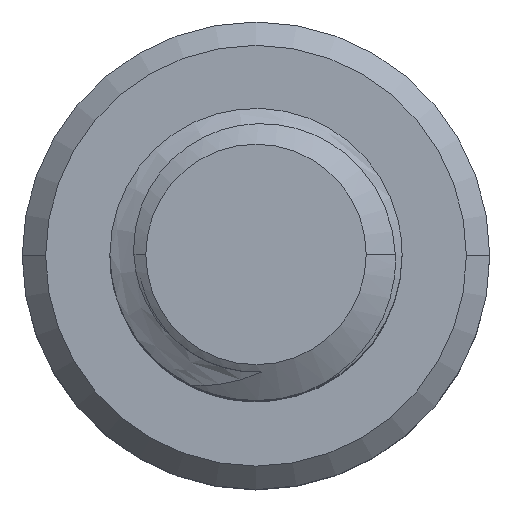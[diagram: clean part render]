
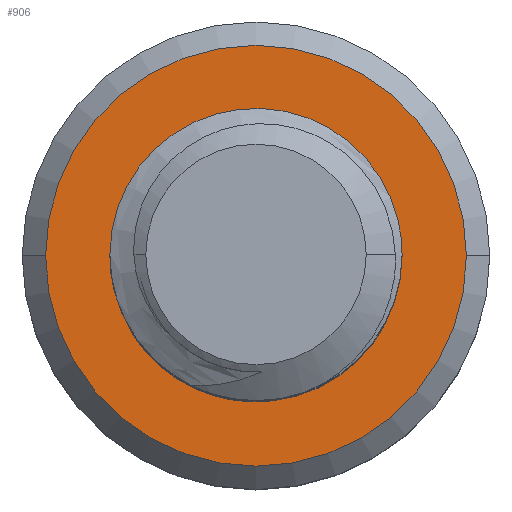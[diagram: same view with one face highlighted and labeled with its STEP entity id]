
A CAD part, top view. The second image highlights one B-rep face of the part: STEP entity #906.
In plain terms, the highlighted planar face has unit normal (0, 0, 1).
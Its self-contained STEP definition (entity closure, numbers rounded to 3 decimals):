
#2 = CARTESIAN_POINT ( 'NONE',  ( 2.291, -4.088, -25. ) ) ;
#31 = CARTESIAN_POINT ( 'NONE',  ( -4.807, -0.338, -25. ) ) ;
#50 = DIRECTION ( 'NONE',  ( 0., 0., 1. ) ) ;
#53 = CARTESIAN_POINT ( 'NONE',  ( -1.771, 3.933, -25. ) ) ;
#61 = CARTESIAN_POINT ( 'NONE',  ( 2.101, -4.212, -25. ) ) ;
#85 = AXIS2_PLACEMENT_3D ( 'NONE', #674, #2231, #2974 ) ;
#93 = CARTESIAN_POINT ( 'NONE',  ( 0.221, 4.132, -25. ) ) ;
#274 = AXIS2_PLACEMENT_3D ( 'NONE', #4370, #2520, #1372 ) ;
#392 = PLANE ( 'NONE',  #85 ) ;
#397 = CARTESIAN_POINT ( 'NONE',  ( -1.338, -4.818, -25. ) ) ;
#398 = CARTESIAN_POINT ( 'NONE',  ( 3.125, -3.353, -25. ) ) ;
#430 = CARTESIAN_POINT ( 'NONE',  ( 0.886, -4.759, -25. ) ) ;
#476 = CARTESIAN_POINT ( 'NONE',  ( -1.983, 3.855, -25. ) ) ;
#490 = CARTESIAN_POINT ( 'NONE',  ( -4.748, 0.326, -25. ) ) ;
#593 = EDGE_CURVE ( 'NONE', #2057, #1270, #4494, .T. ) ;
#674 = CARTESIAN_POINT ( 'NONE',  ( 0., 0., -25. ) ) ;
#768 = VERTEX_POINT ( 'NONE', #2791 ) ;
#800 = CARTESIAN_POINT ( 'NONE',  ( -2.582, 3.564, -25. ) ) ;
#834 = CARTESIAN_POINT ( 'NONE',  ( 1.077, 3.879, -25. ) ) ;
#848 = CARTESIAN_POINT ( 'NONE',  ( -0.68, 4.166, -25. ) ) ;
#906 = ADVANCED_FACE ( 'NONE', ( #1775, #2693 ), #392, .F. ) ;
#1134 = CARTESIAN_POINT ( 'NONE',  ( 3.863, -2.238, -25. ) ) ;
#1157 = EDGE_CURVE ( 'NONE', #768, #4796, #1658, .T. ) ;
#1183 = CARTESIAN_POINT ( 'NONE',  ( -3.135, 3.179, -25. ) ) ;
#1189 = CARTESIAN_POINT ( 'NONE',  ( 4.176, -1.396, -25. ) ) ;
#1203 = CARTESIAN_POINT ( 'NONE',  ( 3.747, 1.645, -25. ) ) ;
#1270 = VERTEX_POINT ( 'NONE', #3303 ) ;
#1293 = EDGE_CURVE ( 'NONE', #768, #2194, #2688, .T. ) ;
#1372 = DIRECTION ( 'NONE',  ( 1., 0., 0. ) ) ;
#1499 = ORIENTED_EDGE ( 'NONE', *, *, #3166, .T. ) ;
#1549 = CARTESIAN_POINT ( 'NONE',  ( -0.896, -4.901, -25. ) ) ;
#1570 = CARTESIAN_POINT ( 'NONE',  ( -1.338, -4.818, -25. ) ) ;
#1577 = CARTESIAN_POINT ( 'NONE',  ( -4.526, -2.094, -25. ) ) ;
#1592 = CARTESIAN_POINT ( 'NONE',  ( -4.798, -0.116, -25. ) ) ;
#1658 = CIRCLE ( 'NONE', #274, 5. ) ;
#1681 = DIRECTION ( 'NONE',  ( 0., 0., 1. ) ) ;
#1713 = DIRECTION ( 'NONE',  ( 0., 0., -1. ) ) ;
#1775 = FACE_OUTER_BOUND ( 'NONE', #1853, .T. ) ;
#1853 = EDGE_LOOP ( 'NONE', ( #3440, #2109 ) ) ;
#1901 = CARTESIAN_POINT ( 'NONE',  ( 3.271, -3.181, -25. ) ) ;
#1908 = CARTESIAN_POINT ( 'NONE',  ( 0., 0., -25. ) ) ;
#1939 = CARTESIAN_POINT ( 'NONE',  ( -4.254, 1.803, -25. ) ) ;
#1987 = CARTESIAN_POINT ( 'NONE',  ( 0., 0., -25. ) ) ;
#2023 = ORIENTED_EDGE ( 'NONE', *, *, #1293, .T. ) ;
#2039 = CIRCLE ( 'NONE', #4303, 4.026 ) ;
#2057 = VERTEX_POINT ( 'NONE', #4404 ) ;
#2064 = VERTEX_POINT ( 'NONE', #3261 ) ;
#2109 = ORIENTED_EDGE ( 'NONE', *, *, #4472, .T. ) ;
#2194 = VERTEX_POINT ( 'NONE', #2497 ) ;
#2231 = DIRECTION ( 'NONE',  ( 0., 0., -1. ) ) ;
#2237 = CARTESIAN_POINT ( 'NONE',  ( 2.646, -3.818, -25. ) ) ;
#2261 = CARTESIAN_POINT ( 'NONE',  ( -1.122, 4.113, -25. ) ) ;
#2289 = DIRECTION ( 'NONE',  ( -1., 0., 0. ) ) ;
#2310 = CARTESIAN_POINT ( 'NONE',  ( -4.795, -0.784, -25. ) ) ;
#2326 = CARTESIAN_POINT ( 'NONE',  ( -3.465, 2.881, -25. ) ) ;
#2497 = CARTESIAN_POINT ( 'NONE',  ( 1.077, 3.879, -25. ) ) ;
#2520 = DIRECTION ( 'NONE',  ( 0., 0., 1. ) ) ;
#2559 = ORIENTED_EDGE ( 'NONE', *, *, #1157, .F. ) ;
#2606 = CARTESIAN_POINT ( 'NONE',  ( 4.255, -0.958, -25. ) ) ;
#2617 = CARTESIAN_POINT ( 'NONE',  ( -4.773, -1.009, -25. ) ) ;
#2628 = CARTESIAN_POINT ( 'NONE',  ( 3.654, -2.631, -25. ) ) ;
#2649 = CARTESIAN_POINT ( 'NONE',  ( 2.813, -3.671, -25. ) ) ;
#2688 = B_SPLINE_CURVE_WITH_KNOTS ( 'NONE', 3,
 ( #3796, #1577, #3038, #2617, #2310, #31, #1592, #490, #3006, #4100, #4117, #1939, #3364, #3382, #4172, #2326, #1183, #4531, #800, #4516, #476, #53, #2261, #848, #93, #3753, #834 ),
 .UNSPECIFIED., .F., .F.,
 ( 4, 2, 2, 2, 2, 1, 2, 2, 2, 2, 2, 2, 2, 4 ),
 ( 0., 0.001, 0.002, 0.003, 0.003, 0.004, 0.005, 0.005, 0.006, 0.007, 0.007, 0.008, 0.009, 0.011 ),
 .UNSPECIFIED. ) ;
#2693 = FACE_BOUND ( 'NONE', #2800, .T. ) ;
#2768 = CARTESIAN_POINT ( 'NONE',  ( 0., 0., -25. ) ) ;
#2791 = CARTESIAN_POINT ( 'NONE',  ( -4.33, -2.5, -25. ) ) ;
#2800 = EDGE_LOOP ( 'NONE', ( #2559, #2023, #3852, #1499 ) ) ;
#2974 = DIRECTION ( 'NONE',  ( -1., 0., 0. ) ) ;
#2980 = CARTESIAN_POINT ( 'NONE',  ( 1.711, -4.428, -25. ) ) ;
#3006 = CARTESIAN_POINT ( 'NONE',  ( -4.707, 0.548, -25. ) ) ;
#3038 = CARTESIAN_POINT ( 'NONE',  ( -4.66, -1.67, -25. ) ) ;
#3166 = EDGE_CURVE ( 'NONE', #2064, #4796, #4634, .T. ) ;
#3261 = CARTESIAN_POINT ( 'NONE',  ( 3.486, 2.013, -25. ) ) ;
#3303 = CARTESIAN_POINT ( 'NONE',  ( 7.2, 0., -25. ) ) ;
#3330 = CARTESIAN_POINT ( 'NONE',  ( -0.445, -4.926, -25. ) ) ;
#3339 = AXIS2_PLACEMENT_3D ( 'NONE', #1987, #1681, #3861 ) ;
#3364 = CARTESIAN_POINT ( 'NONE',  ( -4.025, 2.189, -25. ) ) ;
#3372 = CARTESIAN_POINT ( 'NONE',  ( 3.945, 1.243, -25. ) ) ;
#3382 = CARTESIAN_POINT ( 'NONE',  ( -3.897, 2.375, -25. ) ) ;
#3439 = CIRCLE ( 'NONE', #4481, 7.2 ) ;
#3440 = ORIENTED_EDGE ( 'NONE', *, *, #593, .T. ) ;
#3545 = DIRECTION ( 'NONE',  ( 1., 0., 0. ) ) ;
#3714 = CARTESIAN_POINT ( 'NONE',  ( 3.955, -2.032, -25. ) ) ;
#3727 = CARTESIAN_POINT ( 'NONE',  ( 3.536, -2.82, -25. ) ) ;
#3753 = CARTESIAN_POINT ( 'NONE',  ( 0.657, 4.044, -25. ) ) ;
#3760 = CARTESIAN_POINT ( 'NONE',  ( 0.441, -4.858, -25. ) ) ;
#3772 = CARTESIAN_POINT ( 'NONE',  ( 1.509, -4.522, -25. ) ) ;
#3796 = CARTESIAN_POINT ( 'NONE',  ( -4.33, -2.5, -25. ) ) ;
#3852 = ORIENTED_EDGE ( 'NONE', *, *, #4577, .T. ) ;
#3861 = DIRECTION ( 'NONE',  ( -1., 0., 0. ) ) ;
#4100 = CARTESIAN_POINT ( 'NONE',  ( -4.594, 0.982, -25. ) ) ;
#4117 = CARTESIAN_POINT ( 'NONE',  ( -4.453, 1.404, -25. ) ) ;
#4142 = CARTESIAN_POINT ( 'NONE',  ( 4.272, -0.057, -25. ) ) ;
#4172 = CARTESIAN_POINT ( 'NONE',  ( -3.618, 2.72, -25. ) ) ;
#4303 = AXIS2_PLACEMENT_3D ( 'NONE', #2768, #1713, #3545 ) ;
#4370 = CARTESIAN_POINT ( 'NONE',  ( 0., 0., -25. ) ) ;
#4404 = CARTESIAN_POINT ( 'NONE',  ( -7.2, 0., -25. ) ) ;
#4455 = CARTESIAN_POINT ( 'NONE',  ( 4.21, 0.383, -25. ) ) ;
#4472 = EDGE_CURVE ( 'NONE', #1270, #2057, #3439, .T. ) ;
#4481 = AXIS2_PLACEMENT_3D ( 'NONE', #1908, #50, #2289 ) ;
#4487 = CARTESIAN_POINT ( 'NONE',  ( 3.486, 2.013, -25. ) ) ;
#4494 = CIRCLE ( 'NONE', #3339, 7.2 ) ;
#4516 = CARTESIAN_POINT ( 'NONE',  ( -2.387, 3.671, -25. ) ) ;
#4531 = CARTESIAN_POINT ( 'NONE',  ( -2.956, 3.318, -25. ) ) ;
#4577 = EDGE_CURVE ( 'NONE', #2194, #2064, #2039, .T. ) ;
#4634 = B_SPLINE_CURVE_WITH_KNOTS ( 'NONE', 3,
 ( #4487, #1203, #3372, #4455, #4142, #2606, #1189, #3714, #1134, #2628, #3727, #1901, #398, #2649, #2237, #2, #61, #2980, #3772, #430, #3760, #3330, #1549, #1570 ),
 .UNSPECIFIED., .F., .F.,
 ( 4, 2, 2, 2, 2, 2, 2, 2, 2, 2, 2, 4 ),
 ( 0., 0.001, 0.003, 0.004, 0.005, 0.005, 0.006, 0.007, 0.007, 0.008, 0.009, 0.011 ),
 .UNSPECIFIED. ) ;
#4796 = VERTEX_POINT ( 'NONE', #397 ) ;
